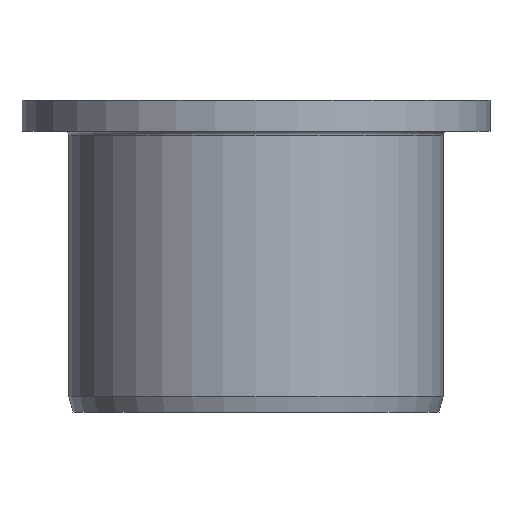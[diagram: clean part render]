
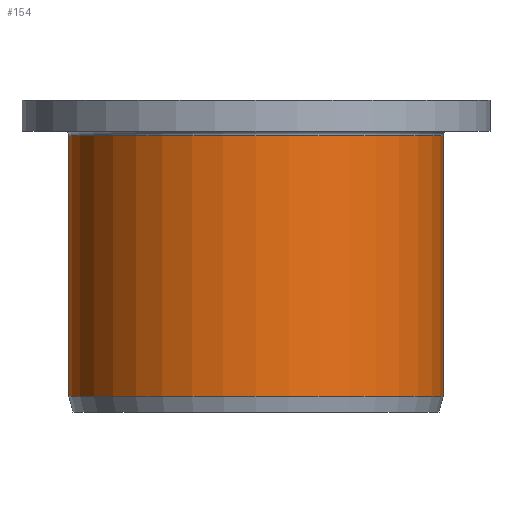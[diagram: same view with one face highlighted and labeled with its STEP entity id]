
A CAD part, front view. The second image highlights one B-rep face of the part: STEP entity #154.
In plain terms, the highlighted cylindrical face has radius 60 mm (diameter 120 mm), a full revolution.
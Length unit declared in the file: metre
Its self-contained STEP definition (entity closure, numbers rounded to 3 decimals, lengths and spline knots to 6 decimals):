
#154=ADVANCED_FACE('',(#167,#168),#169,.T.);
#167=FACE_OUTER_BOUND('',#195,.T.);
#168=FACE_OUTER_BOUND('',#196,.T.);
#169=CYLINDRICAL_SURFACE('',#197,0.06);
#195=EDGE_LOOP('',(#224));
#196=EDGE_LOOP('',(#225));
#197=AXIS2_PLACEMENT_3D('',#226,#227,#228);
#224=ORIENTED_EDGE('',*,*,#266,.T.);
#225=ORIENTED_EDGE('',*,*,#267,.F.);
#226=CARTESIAN_POINT('',(0.0,0.0,0.));
#227=DIRECTION('',(0.0,0.,-1.0));
#228=DIRECTION('',(0.0,1.0,0.));
#266=EDGE_CURVE('',#277,#277,#278,.T.);
#267=EDGE_CURVE('',#279,#279,#280,.T.);
#277=VERTEX_POINT('',#295);
#278=CIRCLE('',#296,0.06);
#279=VERTEX_POINT('',#297);
#280=CIRCLE('',#298,0.06);
#295=CARTESIAN_POINT('',(0.0,0.06,0.0885));
#296=AXIS2_PLACEMENT_3D('',#315,#316,#317);
#297=CARTESIAN_POINT('',(0.06,0.0,0.005));
#298=AXIS2_PLACEMENT_3D('',#318,#319,#320);
#315=CARTESIAN_POINT('',(0.0,0.,0.0885));
#316=DIRECTION('',(0.0,0.,-1.0));
#317=DIRECTION('',(0.0,1.0,0.));
#318=CARTESIAN_POINT('',(0.0,0.0,0.005));
#319=DIRECTION('',(0.0,0.,-1.0));
#320=DIRECTION('',(0.0,1.0,0.));
